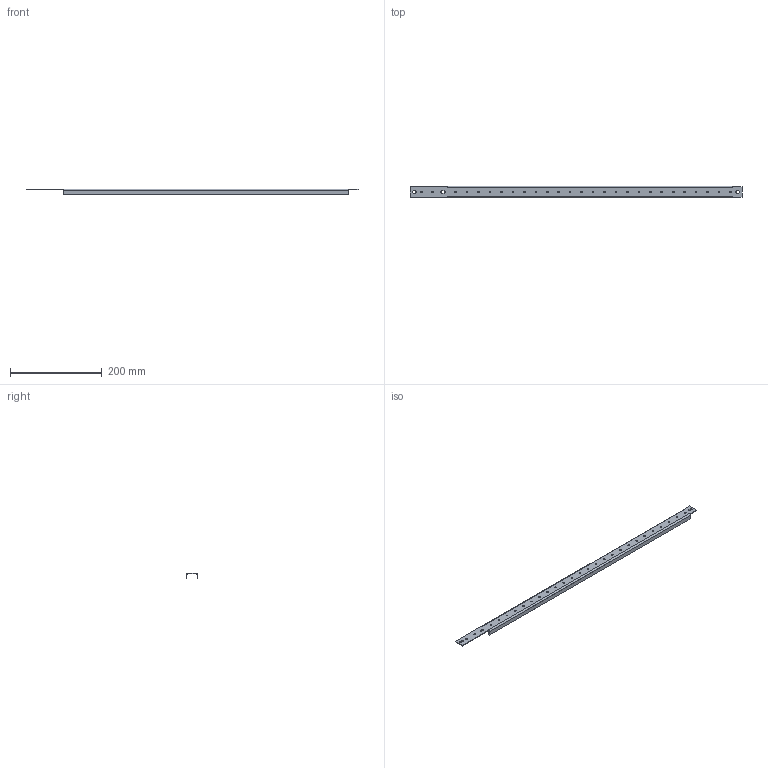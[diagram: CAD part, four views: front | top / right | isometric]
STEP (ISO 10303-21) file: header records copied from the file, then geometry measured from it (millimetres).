
FILE_DESCRIPTION(/* description */ (''),/* implementation_level */ '2;1');
FILE_NAME(/* name */ 'PMP800.stp',/* time_stamp */ '2017-01-25T17:21:52+01:00',/* author */ (''),/* organization */ (''),/* preprocessor_version */ 'ST-DEVELOPER v15',/* originating_system */ 'SIEMENS PLM Software NX 9.0',/* authorisation */ '');
FILE_SCHEMA (('CONFIG_CONTROL_DESIGN'));
Length unit declared in the file: millimetre
Products named in the file (1): PMP800_stp
Bounding box: 724.9 x 25 x 12.5 mm (x, y, z)
Volume: 44503.9 mm3; surface area: 62221.4 mm2
Topology: 1 solids, 1 shells, 70 faces, 196 edges, 128 vertices
Faces by surface type: cylinder 38, plane 32
Full cylindrical faces by diameter (mm): 3.5 x26
Entity records: 2476 total; most frequent: DIRECTION 414, CARTESIAN_POINT 395, ORIENTED_EDGE 392, EDGE_CURVE 196, AXIS2_PLACEMENT_3D 147, EDGE_LOOP 130, VERTEX_POINT 128, LINE 120
